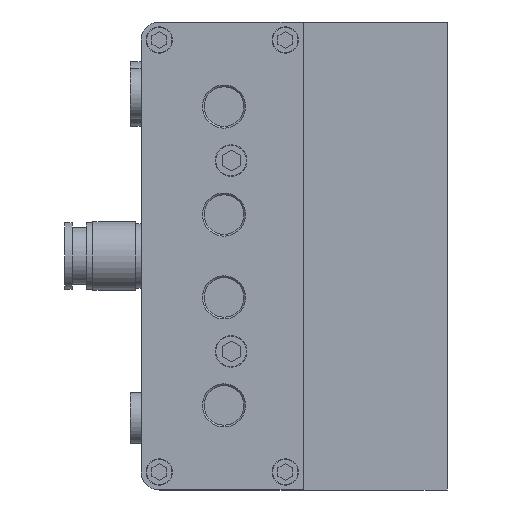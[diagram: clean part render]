
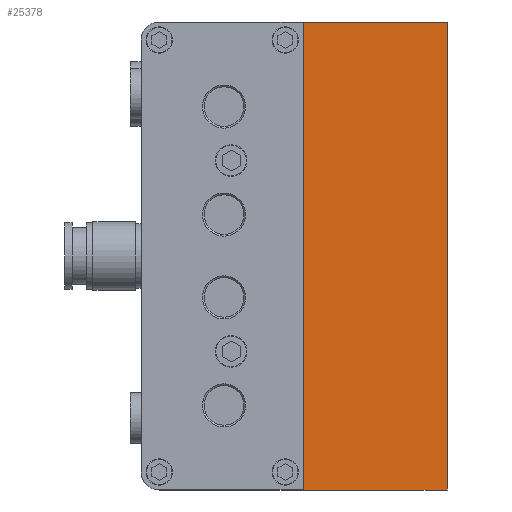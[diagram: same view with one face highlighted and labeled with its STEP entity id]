
A CAD part, left-side view. The second image highlights one B-rep face of the part: STEP entity #25378.
In plain terms, the highlighted planar face has unit normal (-1, 0, 0).
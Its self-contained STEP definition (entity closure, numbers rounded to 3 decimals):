
#1977 = EDGE_LOOP ( 'NONE', ( #25213, #2203, #21047, #8167 ) ) ;
#2000 = EDGE_CURVE ( 'NONE', #27366, #9412, #18917, .T. ) ;
#2203 = ORIENTED_EDGE ( 'NONE', *, *, #2000, .F. ) ;
#3651 = CARTESIAN_POINT ( 'NONE',  ( -275., -40., 65. ) ) ;
#4146 = LINE ( 'NONE', #6672, #7320 ) ;
#4320 = DIRECTION ( 'NONE',  ( 0., 0., -1. ) ) ;
#4521 = CARTESIAN_POINT ( 'NONE',  ( -275., 0., -65. ) ) ;
#5648 = DIRECTION ( 'NONE',  ( 1., 0., 0. ) ) ;
#6672 = CARTESIAN_POINT ( 'NONE',  ( -275., -40., 65. ) ) ;
#7320 = VECTOR ( 'NONE', #4320, 1000. ) ;
#7959 = VECTOR ( 'NONE', #33376, 1000. ) ;
#8167 = ORIENTED_EDGE ( 'NONE', *, *, #26983, .T. ) ;
#8511 = DIRECTION ( 'NONE',  ( 0., 1., 0. ) ) ;
#9284 = CARTESIAN_POINT ( 'NONE',  ( -275., -40., -65. ) ) ;
#9412 = VERTEX_POINT ( 'NONE', #4521 ) ;
#11163 = VECTOR ( 'NONE', #28011, 1000. ) ;
#12282 = EDGE_CURVE ( 'NONE', #16079, #9412, #24380, .T. ) ;
#12879 = CARTESIAN_POINT ( 'NONE',  ( -275., 0., 65. ) ) ;
#14785 = EDGE_CURVE ( 'NONE', #18264, #27366, #4146, .T. ) ;
#16073 = CARTESIAN_POINT ( 'NONE',  ( -275., -40., 65. ) ) ;
#16079 = VERTEX_POINT ( 'NONE', #12879 ) ;
#18264 = VERTEX_POINT ( 'NONE', #3651 ) ;
#18917 = LINE ( 'NONE', #22313, #24892 ) ;
#20469 = AXIS2_PLACEMENT_3D ( 'NONE', #16073, #5648, #21434 ) ;
#21047 = ORIENTED_EDGE ( 'NONE', *, *, #14785, .F. ) ;
#21434 = DIRECTION ( 'NONE',  ( 0., 0., -1. ) ) ;
#22313 = CARTESIAN_POINT ( 'NONE',  ( -275., -40., -65. ) ) ;
#24380 = LINE ( 'NONE', #30673, #7959 ) ;
#24892 = VECTOR ( 'NONE', #8511, 1000. ) ;
#25213 = ORIENTED_EDGE ( 'NONE', *, *, #12282, .T. ) ;
#25378 = ADVANCED_FACE ( 'NONE', ( #29872 ), #32564, .F. ) ;
#25497 = LINE ( 'NONE', #26159, #11163 ) ;
#26159 = CARTESIAN_POINT ( 'NONE',  ( -275., -40., 65. ) ) ;
#26983 = EDGE_CURVE ( 'NONE', #18264, #16079, #25497, .T. ) ;
#27366 = VERTEX_POINT ( 'NONE', #9284 ) ;
#28011 = DIRECTION ( 'NONE',  ( 0., 1., 0. ) ) ;
#29872 = FACE_OUTER_BOUND ( 'NONE', #1977, .T. ) ;
#30673 = CARTESIAN_POINT ( 'NONE',  ( -275., 0., 65. ) ) ;
#32564 = PLANE ( 'NONE',  #20469 ) ;
#33376 = DIRECTION ( 'NONE',  ( 0., 0., -1. ) ) ;
